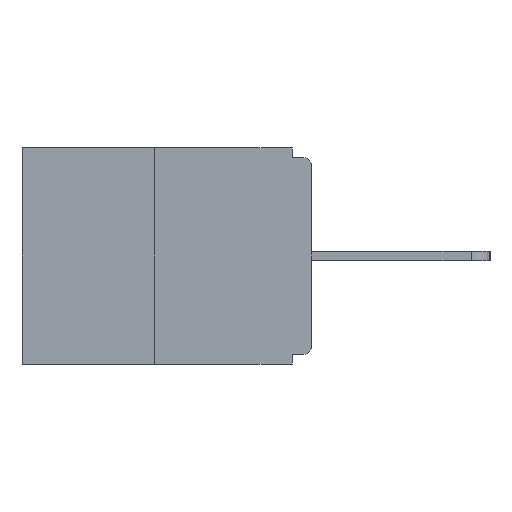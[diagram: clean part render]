
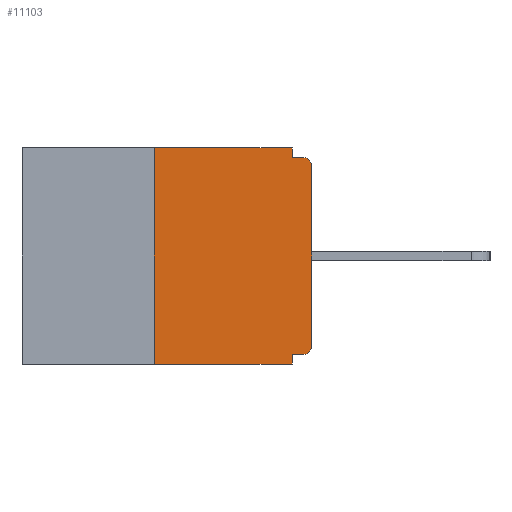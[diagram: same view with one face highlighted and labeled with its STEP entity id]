
A CAD part, left-side view. The second image highlights one B-rep face of the part: STEP entity #11103.
In plain terms, the highlighted planar face has unit normal (-1, 0, 0).
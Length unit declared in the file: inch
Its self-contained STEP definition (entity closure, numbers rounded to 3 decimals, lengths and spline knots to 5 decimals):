
#15 = EDGE_CURVE ( 'NONE', #9219, #11796, #4392, .T. ) ;
#98 = CARTESIAN_POINT ( 'NONE',  ( 0., 0.46, -0.343 ) ) ;
#265 = DIRECTION ( 'NONE',  ( -1., 0., 0. ) ) ;
#298 = CARTESIAN_POINT ( 'NONE',  ( 0., 0.031, -0.328 ) ) ;
#304 = LINE ( 'NONE', #7922, #5680 ) ;
#329 = CARTESIAN_POINT ( 'NONE',  ( 0., 0.031, 0. ) ) ;
#469 = AXIS2_PLACEMENT_3D ( 'NONE', #10277, #1058, #8374 ) ;
#606 = VERTEX_POINT ( 'NONE', #4224 ) ;
#721 = EDGE_LOOP ( 'NONE', ( #9001, #11567, #1015, #3928, #9283, #1374, #4234, #6911, #9595, #12149 ) ) ;
#748 = VERTEX_POINT ( 'NONE', #1715 ) ;
#1015 = ORIENTED_EDGE ( 'NONE', *, *, #3745, .T. ) ;
#1016 = EDGE_CURVE ( 'NONE', #11475, #9219, #11824, .T. ) ;
#1058 = DIRECTION ( 'NONE',  ( 1., 0., 0. ) ) ;
#1092 = CARTESIAN_POINT ( 'NONE',  ( 0., 0.031, -0.343 ) ) ;
#1257 = AXIS2_PLACEMENT_3D ( 'NONE', #11802, #5871, #12766 ) ;
#1374 = ORIENTED_EDGE ( 'NONE', *, *, #13215, .T. ) ;
#1482 = DIRECTION ( 'NONE',  ( 0., 0., -1. ) ) ;
#1715 = CARTESIAN_POINT ( 'NONE',  ( 0., 0., -0.03 ) ) ;
#1747 = VERTEX_POINT ( 'NONE', #9701 ) ;
#1784 = EDGE_CURVE ( 'NONE', #606, #748, #3538, .T. ) ;
#1824 = CARTESIAN_POINT ( 'NONE',  ( 0., 0.25, -0.343 ) ) ;
#1965 = DIRECTION ( 'NONE',  ( 0., 1., 0. ) ) ;
#1974 = LINE ( 'NONE', #12141, #9808 ) ;
#2199 = CIRCLE ( 'NONE', #1257, 0.015 ) ;
#2428 = EDGE_CURVE ( 'NONE', #9742, #1747, #1974, .T. ) ;
#2602 = VERTEX_POINT ( 'NONE', #9894 ) ;
#2735 = CARTESIAN_POINT ( 'NONE',  ( 0., 0., -0.328 ) ) ;
#2787 = DIRECTION ( 'NONE',  ( 0., -1., 0. ) ) ;
#3167 = CARTESIAN_POINT ( 'NONE',  ( 0., 0., 0. ) ) ;
#3277 = AXIS2_PLACEMENT_3D ( 'NONE', #6604, #265, #7630 ) ;
#3538 = LINE ( 'NONE', #3167, #11214 ) ;
#3564 = VECTOR ( 'NONE', #1965, 39.37008 ) ;
#3745 = EDGE_CURVE ( 'NONE', #4718, #11796, #8591, .T. ) ;
#3928 = ORIENTED_EDGE ( 'NONE', *, *, #15, .F. ) ;
#4087 = VECTOR ( 'NONE', #6786, 39.37008 ) ;
#4224 = CARTESIAN_POINT ( 'NONE',  ( 0., 0., -0.313 ) ) ;
#4234 = ORIENTED_EDGE ( 'NONE', *, *, #1784, .T. ) ;
#4392 = LINE ( 'NONE', #7093, #4087 ) ;
#4514 = LINE ( 'NONE', #11225, #9554 ) ;
#4575 = CARTESIAN_POINT ( 'NONE',  ( 0., 0.031, -0.015 ) ) ;
#4590 = DIRECTION ( 'NONE',  ( 0., 0., 1. ) ) ;
#4718 = VERTEX_POINT ( 'NONE', #1824 ) ;
#5045 = VECTOR ( 'NONE', #1482, 39.37008 ) ;
#5142 = EDGE_CURVE ( 'NONE', #4718, #9742, #304, .T. ) ;
#5239 = VECTOR ( 'NONE', #2787, 39.37008 ) ;
#5328 = PLANE ( 'NONE',  #469 ) ;
#5674 = FACE_OUTER_BOUND ( 'NONE', #721, .T. ) ;
#5680 = VECTOR ( 'NONE', #4590, 39.37008 ) ;
#5871 = DIRECTION ( 'NONE',  ( -1., 0., 0. ) ) ;
#6172 = VERTEX_POINT ( 'NONE', #4575 ) ;
#6377 = EDGE_CURVE ( 'NONE', #6172, #2602, #4514, .T. ) ;
#6604 = CARTESIAN_POINT ( 'NONE',  ( 0., 0.015, -0.03 ) ) ;
#6786 = DIRECTION ( 'NONE',  ( 0., 0., -1. ) ) ;
#6911 = ORIENTED_EDGE ( 'NONE', *, *, #10648, .T. ) ;
#7093 = CARTESIAN_POINT ( 'NONE',  ( 0., 0.031, -0.343 ) ) ;
#7630 = DIRECTION ( 'NONE',  ( 0., 0., -1. ) ) ;
#7922 = CARTESIAN_POINT ( 'NONE',  ( 0., 0.25, 0. ) ) ;
#8374 = DIRECTION ( 'NONE',  ( 0., 0., -1. ) ) ;
#8429 = DIRECTION ( 'NONE',  ( 0., -1., 0. ) ) ;
#8591 = LINE ( 'NONE', #98, #5239 ) ;
#9001 = ORIENTED_EDGE ( 'NONE', *, *, #2428, .F. ) ;
#9219 = VERTEX_POINT ( 'NONE', #298 ) ;
#9283 = ORIENTED_EDGE ( 'NONE', *, *, #1016, .F. ) ;
#9554 = VECTOR ( 'NONE', #11981, 39.37008 ) ;
#9595 = ORIENTED_EDGE ( 'NONE', *, *, #6377, .F. ) ;
#9701 = CARTESIAN_POINT ( 'NONE',  ( 0., 0.031, 0. ) ) ;
#9742 = VERTEX_POINT ( 'NONE', #10039 ) ;
#9808 = VECTOR ( 'NONE', #8429, 39.37008 ) ;
#9894 = CARTESIAN_POINT ( 'NONE',  ( 0., 0.015, -0.015 ) ) ;
#10039 = CARTESIAN_POINT ( 'NONE',  ( 0., 0.25, 0. ) ) ;
#10277 = CARTESIAN_POINT ( 'NONE',  ( 0., 0.46, 0. ) ) ;
#10334 = LINE ( 'NONE', #329, #5045 ) ;
#10648 = EDGE_CURVE ( 'NONE', #748, #2602, #12929, .T. ) ;
#10918 = CARTESIAN_POINT ( 'NONE',  ( 0., 0.015, -0.328 ) ) ;
#11103 = ADVANCED_FACE ( 'NONE', ( #5674 ), #5328, .F. ) ;
#11214 = VECTOR ( 'NONE', #12326, 39.37008 ) ;
#11225 = CARTESIAN_POINT ( 'NONE',  ( 0., 0., -0.015 ) ) ;
#11475 = VERTEX_POINT ( 'NONE', #10918 ) ;
#11567 = ORIENTED_EDGE ( 'NONE', *, *, #5142, .F. ) ;
#11796 = VERTEX_POINT ( 'NONE', #1092 ) ;
#11802 = CARTESIAN_POINT ( 'NONE',  ( 0., 0.015, -0.313 ) ) ;
#11824 = LINE ( 'NONE', #2735, #3564 ) ;
#11981 = DIRECTION ( 'NONE',  ( 0., -1., 0. ) ) ;
#12006 = EDGE_CURVE ( 'NONE', #1747, #6172, #10334, .T. ) ;
#12141 = CARTESIAN_POINT ( 'NONE',  ( 0., 0.46, 0. ) ) ;
#12149 = ORIENTED_EDGE ( 'NONE', *, *, #12006, .F. ) ;
#12326 = DIRECTION ( 'NONE',  ( 0., 0., 1. ) ) ;
#12766 = DIRECTION ( 'NONE',  ( 0., 0., -1. ) ) ;
#12929 = CIRCLE ( 'NONE', #3277, 0.015 ) ;
#13215 = EDGE_CURVE ( 'NONE', #11475, #606, #2199, .T. ) ;
